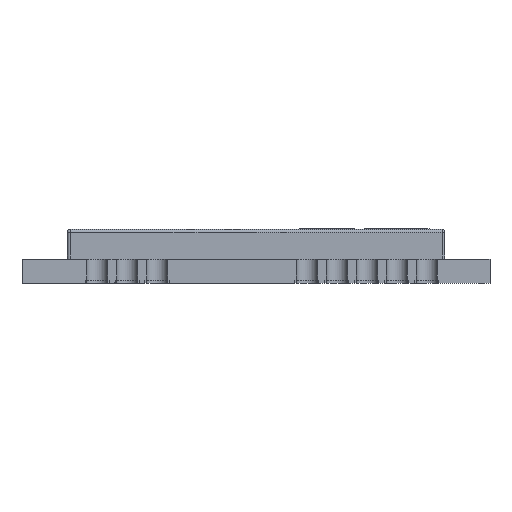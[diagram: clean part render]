
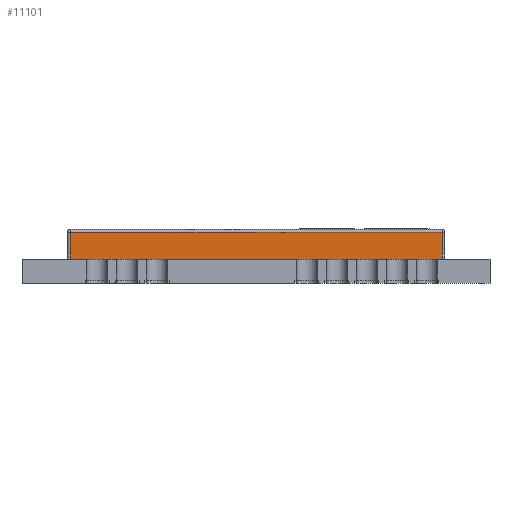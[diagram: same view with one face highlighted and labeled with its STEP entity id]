
A CAD part, front view. The second image highlights one B-rep face of the part: STEP entity #11101.
In plain terms, the highlighted planar face has unit normal (0, -1, 0).
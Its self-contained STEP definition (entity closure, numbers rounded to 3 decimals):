
#788 = DIRECTION ( 'NONE',  ( 0., 0., 1. ) ) ;
#996 = LINE ( 'NONE', #10738, #15941 ) ;
#2532 = ORIENTED_EDGE ( 'NONE', *, *, #28058, .T. ) ;
#3388 = VERTEX_POINT ( 'NONE', #21715 ) ;
#4760 = DIRECTION ( 'NONE',  ( 0., 1., 0. ) ) ;
#7402 = CARTESIAN_POINT ( 'NONE',  ( 6.3, -6., 0.8 ) ) ;
#7626 = CARTESIAN_POINT ( 'NONE',  ( 6.2, -6., 0.8 ) ) ;
#9297 = LINE ( 'NONE', #18968, #19733 ) ;
#9711 = ORIENTED_EDGE ( 'NONE', *, *, #16619, .T. ) ;
#10738 = CARTESIAN_POINT ( 'NONE',  ( -6.2, -6., 1.8 ) ) ;
#10774 = VERTEX_POINT ( 'NONE', #30232 ) ;
#11101 = ADVANCED_FACE ( 'NONE', ( #21447 ), #31139, .F. ) ;
#12895 = LINE ( 'NONE', #22581, #17486 ) ;
#13027 = EDGE_CURVE ( 'NONE', #3388, #22097, #29146, .T. ) ;
#14474 = DIRECTION ( 'NONE',  ( -1., 0., 0. ) ) ;
#15472 = EDGE_LOOP ( 'NONE', ( #25895, #2532, #27914, #9711 ) ) ;
#15941 = VECTOR ( 'NONE', #20417, 1000. ) ;
#16619 = EDGE_CURVE ( 'NONE', #22097, #10774, #12895, .T. ) ;
#16695 = VERTEX_POINT ( 'NONE', #30775 ) ;
#17081 = DIRECTION ( 'NONE',  ( 1., 0., 0. ) ) ;
#17486 = VECTOR ( 'NONE', #788, 1000. ) ;
#18968 = CARTESIAN_POINT ( 'NONE',  ( 6.3, -6., 1.7 ) ) ;
#19733 = VECTOR ( 'NONE', #28653, 1000. ) ;
#20241 = AXIS2_PLACEMENT_3D ( 'NONE', #26524, #4760, #14474 ) ;
#20417 = DIRECTION ( 'NONE',  ( 0., 0., -1. ) ) ;
#21447 = FACE_OUTER_BOUND ( 'NONE', #15472, .T. ) ;
#21715 = CARTESIAN_POINT ( 'NONE',  ( -6.2, -6., 0.8 ) ) ;
#22097 = VERTEX_POINT ( 'NONE', #7626 ) ;
#22581 = CARTESIAN_POINT ( 'NONE',  ( 6.2, -6., 1.8 ) ) ;
#25895 = ORIENTED_EDGE ( 'NONE', *, *, #29088, .T. ) ;
#26524 = CARTESIAN_POINT ( 'NONE',  ( 6.3, -6., 1.8 ) ) ;
#27914 = ORIENTED_EDGE ( 'NONE', *, *, #13027, .T. ) ;
#28004 = VECTOR ( 'NONE', #17081, 1000. ) ;
#28058 = EDGE_CURVE ( 'NONE', #16695, #3388, #996, .T. ) ;
#28653 = DIRECTION ( 'NONE',  ( -1., 0., 0. ) ) ;
#29088 = EDGE_CURVE ( 'NONE', #10774, #16695, #9297, .T. ) ;
#29146 = LINE ( 'NONE', #7402, #28004 ) ;
#30232 = CARTESIAN_POINT ( 'NONE',  ( 6.2, -6., 1.7 ) ) ;
#30775 = CARTESIAN_POINT ( 'NONE',  ( -6.2, -6., 1.7 ) ) ;
#31139 = PLANE ( 'NONE',  #20241 ) ;
